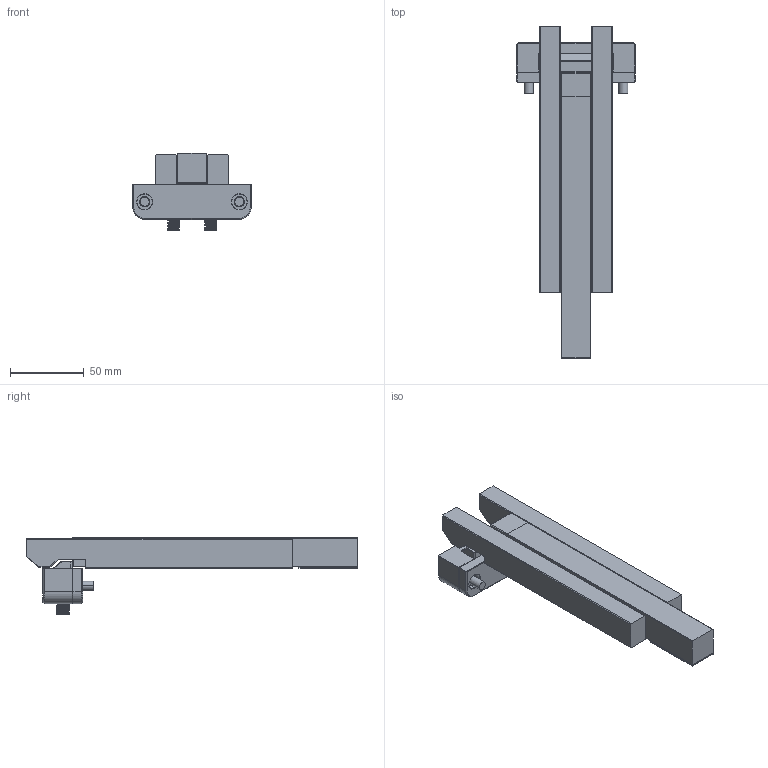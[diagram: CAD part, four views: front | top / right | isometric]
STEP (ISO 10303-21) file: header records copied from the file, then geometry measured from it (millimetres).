
FILE_DESCRIPTION (( 'STEP AP203' ), '1' );
FILE_NAME ('PLCM20-S.step', '2020-10-14T16:21:02', ( 'Microsoft Corporation' ), ( 'MS' ), 'SwSTEP 2.0', 'SolidWorks 2018', '' );
FILE_SCHEMA (( 'CONFIG_CONTROL_DESIGN' ));
Length unit declared in the file: millimetre
Products named in the file (12): PLCM20-S-02; PLCM20-S; PLCM20-WB; PLCM20-GP; PLCM20-CB180; SHCSM5-.8L20_SHCSM5-.8L20; 3MMX16-DOWEL; 250x1-Spring; PLCM20-S-01; PLCM20-TG; LHCSM6-1L30_LHCSM6-1L30; PLCM20-S-03
Assembly tree (14 placements, depth 2):
  PLCM20-S
    PLCM20-TG
    PLCM20-WB
    3MMX16-DOWEL
    250x1-Spring  x2
    PLCM20-CB180  x2
    PLCM20-GP
    PLCM20-S-01
    PLCM20-S-02
    PLCM20-S-03
    SHCSM5-.8L20_SHCSM5-.8L20
    LHCSM6-1L30_LHCSM6-1L30  x2
Bounding box: 80 x 224.4 x 52.25 mm (x, y, z)
Volume: 221423.2 mm3; surface area: 65727.2 mm2
Topology: 14 solids, 14 shells, 378 faces, 870 edges, 524 vertices
Faces by surface type: plane 226, cylinder 72, cone 50, torus 26, bspline 4
Entity records: 13006 total; most frequent: CARTESIAN_POINT 4265, DIRECTION 1578, ORIENTED_EDGE 1486, EDGE_CURVE 743, AXIS2_PLACEMENT_3D 533, LINE 512, VECTOR 512, VERTEX_POINT 448
